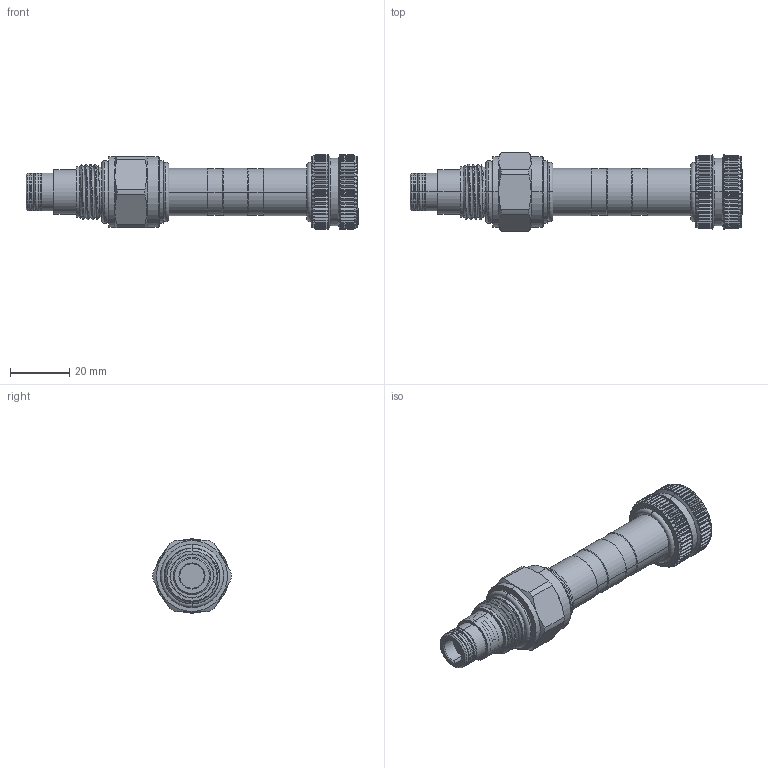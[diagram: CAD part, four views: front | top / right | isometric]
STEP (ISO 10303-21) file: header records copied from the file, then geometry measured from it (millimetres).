
FILE_DESCRIPTION (( 'STEP AP203' ), '1' );
FILE_NAME ('EP08W2C57N04-2.STEP', '2022-06-16T07:31:00', ( '' ), ( '' ), 'SwSTEP 2.0', 'SolidWorks 2018', '' );
FILE_SCHEMA (( 'CONFIG_CONTROL_DESIGN' ));
Length unit declared in the file: millimetre
Products named in the file (1): EP08W2C57N04-2
Bounding box: 112.03 x 26.66 x 25 mm (x, y, z)
Volume: 30279.7 mm3; surface area: 11284.9 mm2
Topology: 5 solids, 5 shells, 1016 faces, 2684 edges, 1696 vertices
Faces by surface type: plane 430, cylinder 415, cone 136, torus 26, bspline 9
Entity records: 36801 total; most frequent: CARTESIAN_POINT 12475, ORIENTED_EDGE 5368, DIRECTION 4786, EDGE_CURVE 2684, AXIS2_PLACEMENT_3D 1855, VERTEX_POINT 1696, VECTOR 1076, LINE 1076
